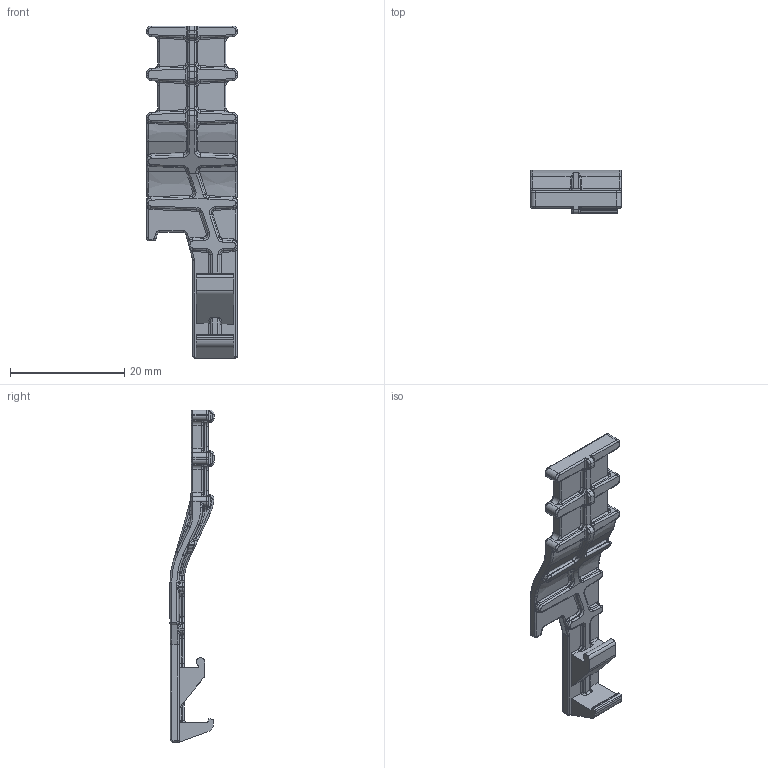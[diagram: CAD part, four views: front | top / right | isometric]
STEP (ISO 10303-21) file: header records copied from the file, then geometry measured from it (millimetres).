
FILE_DESCRIPTION(('CATIA V5 STEP Exchange','CAx-IF Rec.Pracs.--- Model Styling and Organization---1.5--- 2016-08-15','CAx-IF Rec.Pracs.---Supplemental Geometry---1.0---2011-11-01','CAx-IF Rec.Pracs.--- Composite Materials ---1.1---2010-07-15'),'2;1');
FILE_NAME ('1235799-4_0', '2025-09-19T12:24:25+00:00', ('none'), ('Weidmueller'), 'CATIA Version 5-6 Release 2024 SP4', 'CATIA V5 STEP AP214 v3', 'none');
FILE_SCHEMA(('AUTOMOTIVE_DESIGN { 1 0 10303 214 1 1 1 1 }'));
Length unit declared in the file: millimetre
Products named in the file (1): 2762390000
Bounding box: 15.9 x 7.7 x 58.1 mm (x, y, z)
Volume: 1727.1 mm3; surface area: 2064.2 mm2
Topology: 1 solids, 1 shells, 596 faces, 1432 edges, 798 vertices
Faces by surface type: cylinder 248, bspline 138, plane 103, torus 101, cone 4, sphere 2
Entity records: 21936 total; most frequent: CARTESIAN_POINT 10107, ORIENTED_EDGE 2784, DIRECTION 1754, EDGE_CURVE 1392, AXIS2_PLACEMENT_3D 844, VERTEX_POINT 798, ADVANCED_FACE 596, EDGE_LOOP 596
